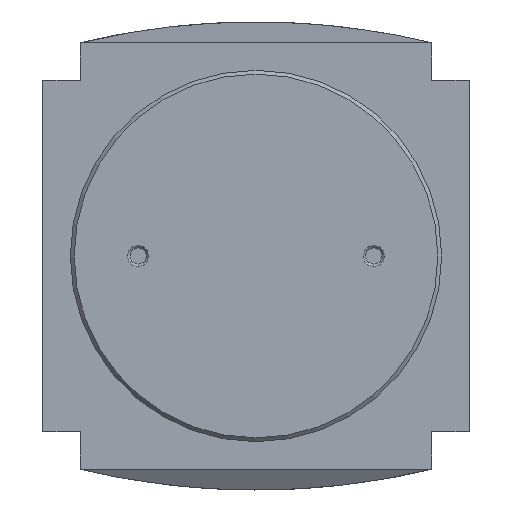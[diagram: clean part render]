
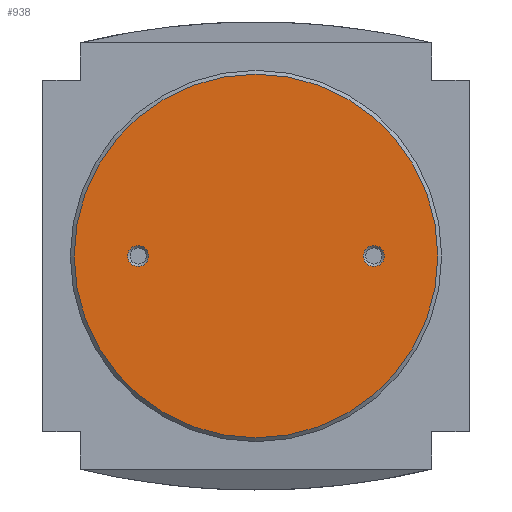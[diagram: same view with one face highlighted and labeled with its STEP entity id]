
A CAD part, front view. The second image highlights one B-rep face of the part: STEP entity #938.
In plain terms, the highlighted planar face has unit normal (0, -1, 0).
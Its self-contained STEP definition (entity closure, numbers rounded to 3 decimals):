
#938 = ADVANCED_FACE( '', ( #2115, #2116, #2117 ), #2118, .F. );
#2115 = FACE_BOUND( '', #3553, .T. );
#2116 = FACE_OUTER_BOUND( '', #3554, .T. );
#2117 = FACE_BOUND( '', #3555, .T. );
#2118 = PLANE( '', #3556 );
#3553 = EDGE_LOOP( '', ( #6146 ) );
#3554 = EDGE_LOOP( '', ( #6147 ) );
#3555 = EDGE_LOOP( '', ( #6148 ) );
#3556 = AXIS2_PLACEMENT_3D( '', #6149, #6150, #6151 );
#6146 = ORIENTED_EDGE( '', *, *, #9459, .F. );
#6147 = ORIENTED_EDGE( '', *, *, #9460, .T. );
#6148 = ORIENTED_EDGE( '', *, *, #9461, .F. );
#6149 = CARTESIAN_POINT( '', ( 36.25, -54., 0. ) );
#6150 = DIRECTION( '', ( 0., 1., 0. ) );
#6151 = DIRECTION( '', ( 0., 0., 1. ) );
#9459 = EDGE_CURVE( '', #11704, #11704, #11705, .F. );
#9460 = EDGE_CURVE( '', #11706, #11706, #11707, .T. );
#9461 = EDGE_CURVE( '', #11708, #11708, #11709, .T. );
#11704 = VERTEX_POINT( '', #15212 );
#11705 = CIRCLE( '', #15213, 2.1 );
#11706 = VERTEX_POINT( '', #15214 );
#11707 = CIRCLE( '', #15215, 36.25 );
#11708 = VERTEX_POINT( '', #15216 );
#11709 = CIRCLE( '', #15217, 2.1 );
#15212 = CARTESIAN_POINT( '', ( 23.5, -54., 2.1 ) );
#15213 = AXIS2_PLACEMENT_3D( '', #17962, #17963, #17964 );
#15214 = CARTESIAN_POINT( '', ( 0., -54., -36.25 ) );
#15215 = AXIS2_PLACEMENT_3D( '', #17965, #17966, #17967 );
#15216 = CARTESIAN_POINT( '', ( -23.5, -54., -2.1 ) );
#15217 = AXIS2_PLACEMENT_3D( '', #17968, #17969, #17970 );
#17962 = CARTESIAN_POINT( '', ( 23.5, -54., 0. ) );
#17963 = DIRECTION( '', ( 0., 1., 0. ) );
#17964 = DIRECTION( '', ( 0., 0., 1. ) );
#17965 = CARTESIAN_POINT( '', ( 0., -54., 0. ) );
#17966 = DIRECTION( '', ( 0., -1., 0. ) );
#17967 = DIRECTION( '', ( 0., 0., -1. ) );
#17968 = CARTESIAN_POINT( '', ( -23.5, -54., 0. ) );
#17969 = DIRECTION( '', ( 0., -1., 0. ) );
#17970 = DIRECTION( '', ( 0., 0., -1. ) );
